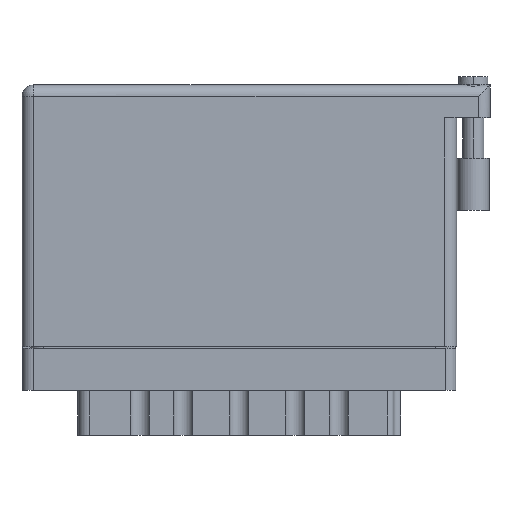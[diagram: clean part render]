
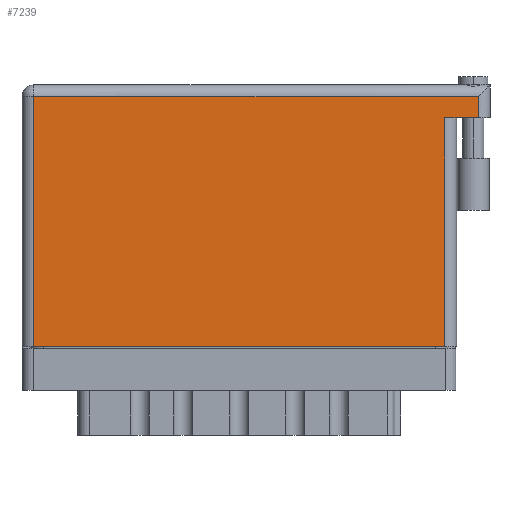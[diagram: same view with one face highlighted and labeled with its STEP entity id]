
A CAD part, front view. The second image highlights one B-rep face of the part: STEP entity #7239.
In plain terms, the highlighted face is planar.
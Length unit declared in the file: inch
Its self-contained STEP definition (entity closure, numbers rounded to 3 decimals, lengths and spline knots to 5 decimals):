
#2448 = CARTESIAN_POINT ( 'NONE',  ( 2.8, 1.369, 0. ) ) ;
#3946 = CARTESIAN_POINT ( 'NONE',  ( 0.07, 0., 0. ) ) ;
#6495 = AXIS2_PLACEMENT_3D ( 'NONE', #6819, #35591, #15053 ) ;
#6819 = CARTESIAN_POINT ( 'NONE',  ( 0., 1.566, 0. ) ) ;
#7220 = VERTEX_POINT ( 'NONE', #7335 ) ;
#7239 = ADVANCED_FACE ( 'NONE', ( #44937 ), #40435, .F. ) ;
#7335 = CARTESIAN_POINT ( 'NONE',  ( 2.73, 1.496, 0. ) ) ;
#7867 = CARTESIAN_POINT ( 'NONE',  ( 2.53, 0., 0. ) ) ;
#8356 = CARTESIAN_POINT ( 'NONE',  ( 0.07, 1.496, 0. ) ) ;
#8855 = DIRECTION ( 'NONE',  ( 0., 1., 0. ) ) ;
#10462 = VECTOR ( 'NONE', #27584, 39.37008 ) ;
#10822 = VECTOR ( 'NONE', #36696, 39.37008 ) ;
#12117 = CARTESIAN_POINT ( 'NONE',  ( 2.53, 1.369, 0. ) ) ;
#12551 = LINE ( 'NONE', #32794, #51204 ) ;
#13468 = LINE ( 'NONE', #52927, #48898 ) ;
#14865 = CARTESIAN_POINT ( 'NONE',  ( 0., 0., 0. ) ) ;
#15053 = DIRECTION ( 'NONE',  ( -1., 0., 0. ) ) ;
#17491 = VERTEX_POINT ( 'NONE', #29510 ) ;
#18119 = VERTEX_POINT ( 'NONE', #50131 ) ;
#18615 = CARTESIAN_POINT ( 'NONE',  ( 2.73, 1.369, 0. ) ) ;
#18978 = EDGE_CURVE ( 'NONE', #41563, #18119, #46243, .T. ) ;
#19108 = ORIENTED_EDGE ( 'NONE', *, *, #51330, .T. ) ;
#19973 = DIRECTION ( 'NONE',  ( -1., 0., 0. ) ) ;
#21860 = EDGE_LOOP ( 'NONE', ( #44544, #45544, #28660, #35779, #19108, #24734 ) ) ;
#24734 = ORIENTED_EDGE ( 'NONE', *, *, #18978, .T. ) ;
#25593 = EDGE_CURVE ( 'NONE', #18119, #27566, #48148, .T. ) ;
#27127 = DIRECTION ( 'NONE',  ( 1., 0., 0. ) ) ;
#27566 = VERTEX_POINT ( 'NONE', #7867 ) ;
#27584 = DIRECTION ( 'NONE',  ( -1., 0., 0. ) ) ;
#28660 = ORIENTED_EDGE ( 'NONE', *, *, #37700, .F. ) ;
#29510 = CARTESIAN_POINT ( 'NONE',  ( 2.53, 1.369, 0. ) ) ;
#32794 = CARTESIAN_POINT ( 'NONE',  ( 2.73, 1.566, 0. ) ) ;
#32861 = LINE ( 'NONE', #12117, #35459 ) ;
#34817 = VERTEX_POINT ( 'NONE', #18615 ) ;
#35459 = VECTOR ( 'NONE', #49385, 39.37008 ) ;
#35591 = DIRECTION ( 'NONE',  ( 0., 0., -1. ) ) ;
#35779 = ORIENTED_EDGE ( 'NONE', *, *, #49095, .T. ) ;
#36696 = DIRECTION ( 'NONE',  ( 0., -1., 0. ) ) ;
#37700 = EDGE_CURVE ( 'NONE', #34817, #17491, #38767, .T. ) ;
#38628 = EDGE_CURVE ( 'NONE', #27566, #17491, #32861, .T. ) ;
#38767 = LINE ( 'NONE', #2448, #10462 ) ;
#40435 = PLANE ( 'NONE',  #6495 ) ;
#41563 = VERTEX_POINT ( 'NONE', #8356 ) ;
#44544 = ORIENTED_EDGE ( 'NONE', *, *, #25593, .T. ) ;
#44937 = FACE_OUTER_BOUND ( 'NONE', #21860, .T. ) ;
#45544 = ORIENTED_EDGE ( 'NONE', *, *, #38628, .T. ) ;
#46243 = LINE ( 'NONE', #3946, #10822 ) ;
#48148 = LINE ( 'NONE', #14865, #50072 ) ;
#48898 = VECTOR ( 'NONE', #19973, 39.37008 ) ;
#49095 = EDGE_CURVE ( 'NONE', #34817, #7220, #12551, .T. ) ;
#49385 = DIRECTION ( 'NONE',  ( 0., 1., 0. ) ) ;
#50072 = VECTOR ( 'NONE', #27127, 39.37008 ) ;
#50131 = CARTESIAN_POINT ( 'NONE',  ( 0.07, 0., 0. ) ) ;
#51204 = VECTOR ( 'NONE', #8855, 39.37008 ) ;
#51330 = EDGE_CURVE ( 'NONE', #7220, #41563, #13468, .T. ) ;
#52927 = CARTESIAN_POINT ( 'NONE',  ( 0., 1.496, 0. ) ) ;
